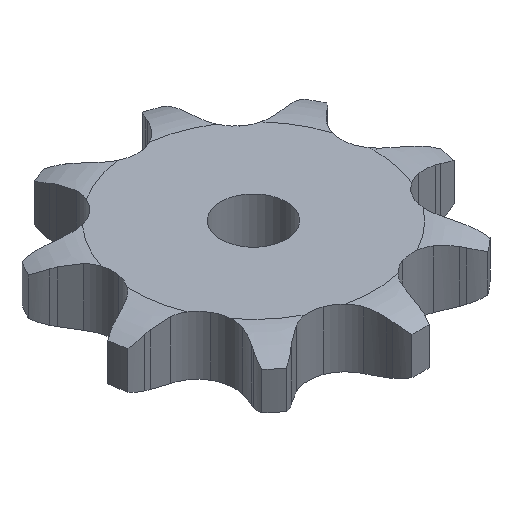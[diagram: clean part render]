
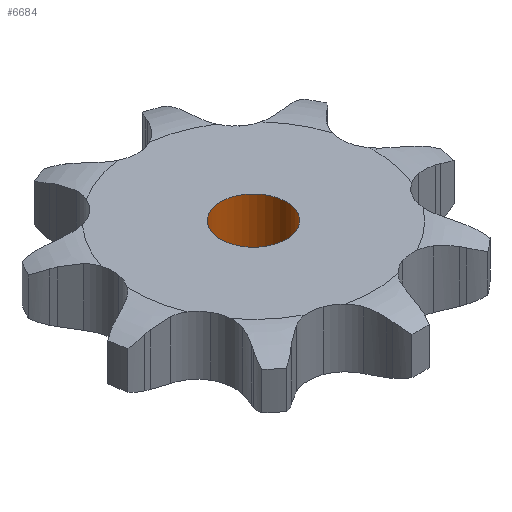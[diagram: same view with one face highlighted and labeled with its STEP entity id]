
A CAD part, isometric view. The second image highlights one B-rep face of the part: STEP entity #6684.
In plain terms, the highlighted cylindrical face has radius 4 mm (diameter 8 mm), a full revolution.
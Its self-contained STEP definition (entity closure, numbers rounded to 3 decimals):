
#446 = PLANE('',#447);
#447 = AXIS2_PLACEMENT_3D('',#448,#449,#450);
#448 = CARTESIAN_POINT('',(0.,0.,7.2));
#449 = DIRECTION('',(-0.,-0.,-1.));
#450 = DIRECTION('',(-1.,0.,0.));
#652 = PLANE('',#653);
#653 = AXIS2_PLACEMENT_3D('',#654,#655,#656);
#654 = CARTESIAN_POINT('',(0.,0.,0.));
#655 = DIRECTION('',(-0.,-0.,-1.));
#656 = DIRECTION('',(-1.,0.,0.));
#1810 = EDGE_CURVE('',#1811,#1811,#1813,.T.);
#1811 = VERTEX_POINT('',#1812);
#1812 = CARTESIAN_POINT('',(4.,0.,7.2));
#1813 = SURFACE_CURVE('',#1814,(#1819,#1830),.PCURVE_S1.);
#1814 = CIRCLE('',#1815,4.);
#1815 = AXIS2_PLACEMENT_3D('',#1816,#1817,#1818);
#1816 = CARTESIAN_POINT('',(0.,0.,7.2));
#1817 = DIRECTION('',(0.,0.,1.));
#1818 = DIRECTION('',(1.,0.,0.));
#1819 = PCURVE('',#446,#1820);
#1820 = DEFINITIONAL_REPRESENTATION('',(#1821),#1829);
#1821 = ( BOUNDED_CURVE() B_SPLINE_CURVE(2,(#1822,#1823,#1824,#1825,
#1826,#1827,#1828),.UNSPECIFIED.,.T.,.F.) B_SPLINE_CURVE_WITH_KNOTS((1,2
    ,2,2,2,1),(-2.094,0.,2.094,4.189,
6.283,8.378),.UNSPECIFIED.) CURVE() 
GEOMETRIC_REPRESENTATION_ITEM() RATIONAL_B_SPLINE_CURVE((1.,0.5,1.,0.5,
1.,0.5,1.)) REPRESENTATION_ITEM('') );
#1822 = CARTESIAN_POINT('',(-4.,0.));
#1823 = CARTESIAN_POINT('',(-4.,6.928));
#1824 = CARTESIAN_POINT('',(2.,3.464));
#1825 = CARTESIAN_POINT('',(8.,0.));
#1826 = CARTESIAN_POINT('',(2.,-3.464));
#1827 = CARTESIAN_POINT('',(-4.,-6.928));
#1828 = CARTESIAN_POINT('',(-4.,0.));
#1829 = ( GEOMETRIC_REPRESENTATION_CONTEXT(2) 
PARAMETRIC_REPRESENTATION_CONTEXT() REPRESENTATION_CONTEXT('2D SPACE',''
  ) );
#1830 = PCURVE('',#1831,#1836);
#1831 = CYLINDRICAL_SURFACE('',#1832,4.);
#1832 = AXIS2_PLACEMENT_3D('',#1833,#1834,#1835);
#1833 = CARTESIAN_POINT('',(0.,0.,74.603));
#1834 = DIRECTION('',(0.,0.,1.));
#1835 = DIRECTION('',(1.,0.,0.));
#1836 = DEFINITIONAL_REPRESENTATION('',(#1837),#1841);
#1837 = LINE('',#1838,#1839);
#1838 = CARTESIAN_POINT('',(0.,-67.403));
#1839 = VECTOR('',#1840,1.);
#1840 = DIRECTION('',(1.,0.));
#1841 = ( GEOMETRIC_REPRESENTATION_CONTEXT(2) 
PARAMETRIC_REPRESENTATION_CONTEXT() REPRESENTATION_CONTEXT('2D SPACE',''
  ) );
#2731 = EDGE_CURVE('',#2732,#2732,#2734,.T.);
#2732 = VERTEX_POINT('',#2733);
#2733 = CARTESIAN_POINT('',(4.,0.,0.));
#2734 = SURFACE_CURVE('',#2735,(#2740,#2751),.PCURVE_S1.);
#2735 = CIRCLE('',#2736,4.);
#2736 = AXIS2_PLACEMENT_3D('',#2737,#2738,#2739);
#2737 = CARTESIAN_POINT('',(0.,0.,0.));
#2738 = DIRECTION('',(0.,0.,1.));
#2739 = DIRECTION('',(1.,0.,0.));
#2740 = PCURVE('',#652,#2741);
#2741 = DEFINITIONAL_REPRESENTATION('',(#2742),#2750);
#2742 = ( BOUNDED_CURVE() B_SPLINE_CURVE(2,(#2743,#2744,#2745,#2746,
#2747,#2748,#2749),.UNSPECIFIED.,.T.,.F.) B_SPLINE_CURVE_WITH_KNOTS((1,2
    ,2,2,2,1),(-2.094,0.,2.094,4.189,
6.283,8.378),.UNSPECIFIED.) CURVE() 
GEOMETRIC_REPRESENTATION_ITEM() RATIONAL_B_SPLINE_CURVE((1.,0.5,1.,0.5,
1.,0.5,1.)) REPRESENTATION_ITEM('') );
#2743 = CARTESIAN_POINT('',(-4.,0.));
#2744 = CARTESIAN_POINT('',(-4.,6.928));
#2745 = CARTESIAN_POINT('',(2.,3.464));
#2746 = CARTESIAN_POINT('',(8.,0.));
#2747 = CARTESIAN_POINT('',(2.,-3.464));
#2748 = CARTESIAN_POINT('',(-4.,-6.928));
#2749 = CARTESIAN_POINT('',(-4.,0.));
#2750 = ( GEOMETRIC_REPRESENTATION_CONTEXT(2) 
PARAMETRIC_REPRESENTATION_CONTEXT() REPRESENTATION_CONTEXT('2D SPACE',''
  ) );
#2751 = PCURVE('',#1831,#2752);
#2752 = DEFINITIONAL_REPRESENTATION('',(#2753),#2757);
#2753 = LINE('',#2754,#2755);
#2754 = CARTESIAN_POINT('',(0.,-74.603));
#2755 = VECTOR('',#2756,1.);
#2756 = DIRECTION('',(1.,0.));
#2757 = ( GEOMETRIC_REPRESENTATION_CONTEXT(2) 
PARAMETRIC_REPRESENTATION_CONTEXT() REPRESENTATION_CONTEXT('2D SPACE',''
  ) );
#6684 = ADVANCED_FACE('',(#6685),#1831,.F.);
#6685 = FACE_BOUND('',#6686,.F.);
#6686 = EDGE_LOOP('',(#6687,#6688,#6709,#6710));
#6687 = ORIENTED_EDGE('',*,*,#1810,.F.);
#6688 = ORIENTED_EDGE('',*,*,#6689,.T.);
#6689 = EDGE_CURVE('',#1811,#2732,#6690,.T.);
#6690 = SEAM_CURVE('',#6691,(#6695,#6702),.PCURVE_S1.);
#6691 = LINE('',#6692,#6693);
#6692 = CARTESIAN_POINT('',(4.,0.,74.603));
#6693 = VECTOR('',#6694,1.);
#6694 = DIRECTION('',(-0.,-0.,-1.));
#6695 = PCURVE('',#1831,#6696);
#6696 = DEFINITIONAL_REPRESENTATION('',(#6697),#6701);
#6697 = LINE('',#6698,#6699);
#6698 = CARTESIAN_POINT('',(6.283,0.));
#6699 = VECTOR('',#6700,1.);
#6700 = DIRECTION('',(0.,-1.));
#6701 = ( GEOMETRIC_REPRESENTATION_CONTEXT(2) 
PARAMETRIC_REPRESENTATION_CONTEXT() REPRESENTATION_CONTEXT('2D SPACE',''
  ) );
#6702 = PCURVE('',#1831,#6703);
#6703 = DEFINITIONAL_REPRESENTATION('',(#6704),#6708);
#6704 = LINE('',#6705,#6706);
#6705 = CARTESIAN_POINT('',(0.,0.));
#6706 = VECTOR('',#6707,1.);
#6707 = DIRECTION('',(0.,-1.));
#6708 = ( GEOMETRIC_REPRESENTATION_CONTEXT(2) 
PARAMETRIC_REPRESENTATION_CONTEXT() REPRESENTATION_CONTEXT('2D SPACE',''
  ) );
#6709 = ORIENTED_EDGE('',*,*,#2731,.T.);
#6710 = ORIENTED_EDGE('',*,*,#6689,.F.);
